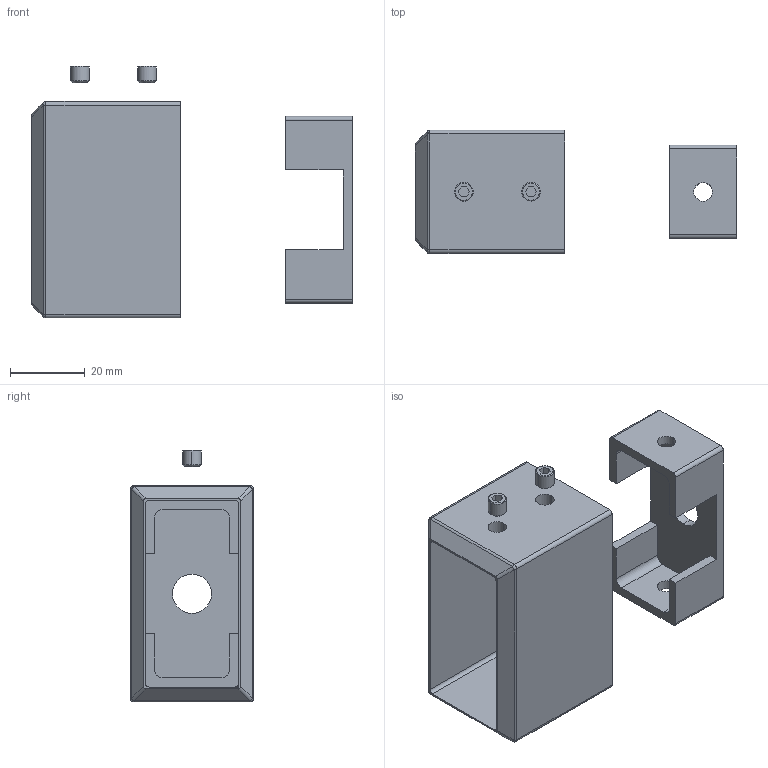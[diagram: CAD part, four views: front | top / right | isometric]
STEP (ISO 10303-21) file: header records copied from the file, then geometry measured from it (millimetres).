
FILE_DESCRIPTION (( 'STEP AP203' ), '1' );
FILE_NAME ('3D_CB3024_50x25_188706710.STEP', '2024-10-17T09:42:18', ( '' ), ( '' ), 'SwSTEP 2.0', 'SolidWorks 2024', '' );
FILE_SCHEMA (( 'CONFIG_CONTROL_DESIGN' ));
Length unit declared in the file: millimetre
Products named in the file (1): 3D_CB3024_50x25_188706710
Bounding box: 86.11 x 33 x 67.5 mm (x, y, z)
Volume: 32105 mm3; surface area: 20251.2 mm2
Topology: 4 solids, 4 shells, 100 faces, 246 edges, 156 vertices
Faces by surface type: plane 50, cylinder 37, sphere 5, cone 4, torus 4
Entity records: 3038 total; most frequent: DIRECTION 529, CARTESIAN_POINT 515, ORIENTED_EDGE 492, EDGE_CURVE 246, AXIS2_PLACEMENT_3D 186, LINE 157, VECTOR 157, VERTEX_POINT 156
